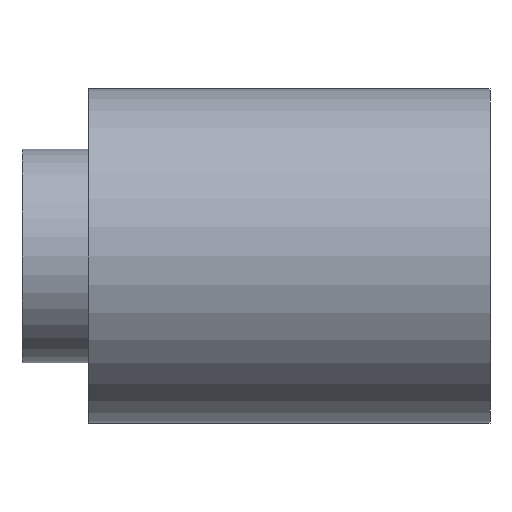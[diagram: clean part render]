
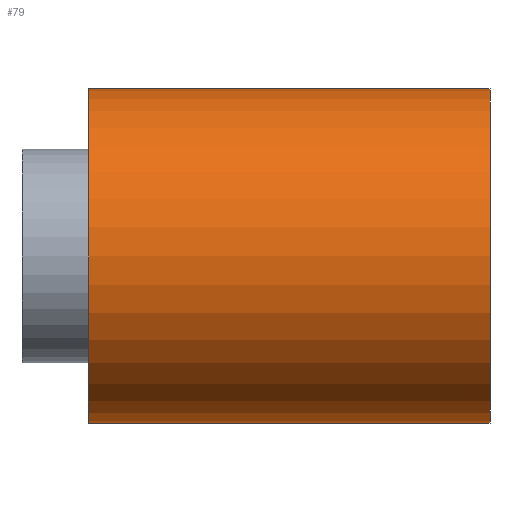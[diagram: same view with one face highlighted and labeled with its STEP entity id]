
A CAD part, front view. The second image highlights one B-rep face of the part: STEP entity #79.
In plain terms, the highlighted cylindrical face has radius 25 mm (diameter 50 mm), a full revolution.
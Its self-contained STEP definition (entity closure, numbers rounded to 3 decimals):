
#79 = ADVANCED_FACE( '', ( #182, #183 ), #184, .T. );
#182 = FACE_OUTER_BOUND( '', #295, .T. );
#183 = FACE_OUTER_BOUND( '', #296, .T. );
#184 = CYLINDRICAL_SURFACE( '', #297, 25. );
#295 = EDGE_LOOP( '', ( #467 ) );
#296 = EDGE_LOOP( '', ( #468 ) );
#297 = AXIS2_PLACEMENT_3D( '', #469, #470, #471 );
#467 = ORIENTED_EDGE( '', *, *, #581, .F. );
#468 = ORIENTED_EDGE( '', *, *, #573, .T. );
#469 = CARTESIAN_POINT( '', ( 40., 0., 0. ) );
#470 = DIRECTION( '', ( -1., 0., 0. ) );
#471 = DIRECTION( '', ( 0., 0., -1. ) );
#573 = EDGE_CURVE( '', #671, #671, #672, .T. );
#581 = EDGE_CURVE( '', #684, #684, #685, .T. );
#671 = VERTEX_POINT( '', #838 );
#672 = CIRCLE( '', #839, 25. );
#684 = VERTEX_POINT( '', #851 );
#685 = CIRCLE( '', #852, 25. );
#838 = CARTESIAN_POINT( '', ( 10., 0., -25. ) );
#839 = AXIS2_PLACEMENT_3D( '', #957, #958, #959 );
#851 = CARTESIAN_POINT( '', ( 70., 0., -25. ) );
#852 = AXIS2_PLACEMENT_3D( '', #972, #973, #974 );
#957 = CARTESIAN_POINT( '', ( 10., 0., 0. ) );
#958 = DIRECTION( '', ( 1., 0., 0. ) );
#959 = DIRECTION( '', ( 0., 0., -1. ) );
#972 = CARTESIAN_POINT( '', ( 70., 0., 0. ) );
#973 = DIRECTION( '', ( 1., 0., 0. ) );
#974 = DIRECTION( '', ( 0., 0., -1. ) );
